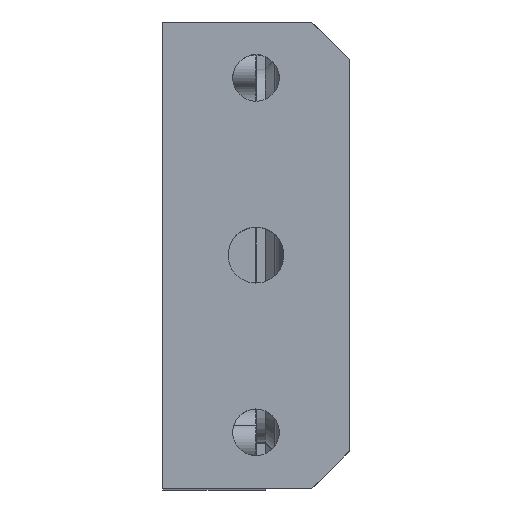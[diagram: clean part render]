
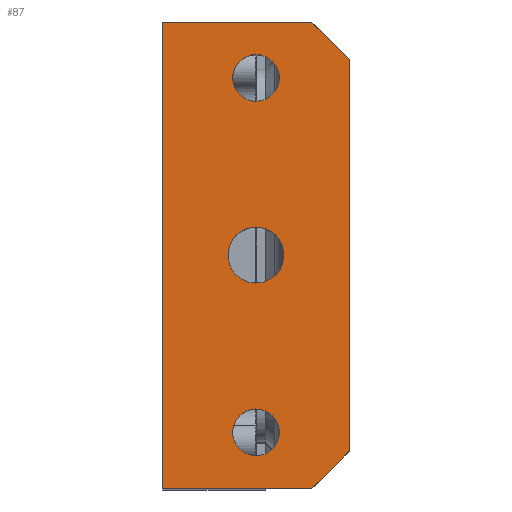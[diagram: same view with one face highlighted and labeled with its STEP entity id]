
A CAD part, top view. The second image highlights one B-rep face of the part: STEP entity #87.
In plain terms, the highlighted planar face has unit normal (0, 0, 1).
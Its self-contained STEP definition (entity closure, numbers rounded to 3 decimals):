
#9 = DIRECTION ( 'NONE',  ( 0., -1., 0. ) ) ;
#58 = VERTEX_POINT ( 'NONE', #1826 ) ;
#62 = DIRECTION ( 'NONE',  ( -1., 0., 0. ) ) ;
#70 = DIRECTION ( 'NONE',  ( 0., -1., 0. ) ) ;
#79 = ORIENTED_EDGE ( 'NONE', *, *, #921, .F. ) ;
#87 = ADVANCED_FACE ( 'NONE', ( #1120, #671, #399, #1112 ), #976, .F. ) ;
#114 = VECTOR ( 'NONE', #1605, 1000. ) ;
#118 = VERTEX_POINT ( 'NONE', #987 ) ;
#126 = ORIENTED_EDGE ( 'NONE', *, *, #1248, .F. ) ;
#178 = AXIS2_PLACEMENT_3D ( 'NONE', #1733, #1604, #1195 ) ;
#184 = CARTESIAN_POINT ( 'NONE',  ( 0., 0., 54. ) ) ;
#195 = DIRECTION ( 'NONE',  ( 0., -1., 0. ) ) ;
#222 = CIRCLE ( 'NONE', #311, 1.25 ) ;
#226 = AXIS2_PLACEMENT_3D ( 'NONE', #988, #1137, #1868 ) ;
#253 = DIRECTION ( 'NONE',  ( 0., 0., -1. ) ) ;
#285 = CIRCLE ( 'NONE', #1735, 1.5 ) ;
#311 = AXIS2_PLACEMENT_3D ( 'NONE', #1313, #1171, #9 ) ;
#312 = ORIENTED_EDGE ( 'NONE', *, *, #1151, .F. ) ;
#332 = DIRECTION ( 'NONE',  ( -1., 0., 0. ) ) ;
#333 = VERTEX_POINT ( 'NONE', #184 ) ;
#336 = VERTEX_POINT ( 'NONE', #1228 ) ;
#345 = LINE ( 'NONE', #912, #888 ) ;
#352 = EDGE_CURVE ( 'NONE', #1390, #632, #1187, .T. ) ;
#375 = VERTEX_POINT ( 'NONE', #1671 ) ;
#393 = EDGE_CURVE ( 'NONE', #1338, #118, #854, .T. ) ;
#399 = FACE_BOUND ( 'NONE', #1257, .T. ) ;
#421 = LINE ( 'NONE', #1431, #1827 ) ;
#460 = VECTOR ( 'NONE', #332, 1000. ) ;
#492 = AXIS2_PLACEMENT_3D ( 'NONE', #911, #1482, #195 ) ;
#538 = CARTESIAN_POINT ( 'NONE',  ( 5., -4.25, 54. ) ) ;
#539 = ORIENTED_EDGE ( 'NONE', *, *, #1001, .T. ) ;
#543 = EDGE_LOOP ( 'NONE', ( #312, #659, #539, #737, #1045, #126 ) ) ;
#548 = EDGE_CURVE ( 'NONE', #336, #1031, #1712, .T. ) ;
#555 = CIRCLE ( 'NONE', #226, 1.25 ) ;
#620 = VERTEX_POINT ( 'NONE', #1017 ) ;
#632 = VERTEX_POINT ( 'NONE', #1574 ) ;
#642 = ORIENTED_EDGE ( 'NONE', *, *, #1844, .F. ) ;
#659 = ORIENTED_EDGE ( 'NONE', *, *, #548, .T. ) ;
#671 = FACE_BOUND ( 'NONE', #1637, .T. ) ;
#737 = ORIENTED_EDGE ( 'NONE', *, *, #1720, .T. ) ;
#742 = VECTOR ( 'NONE', #1587, 1000. ) ;
#749 = LINE ( 'NONE', #1020, #742 ) ;
#762 = LINE ( 'NONE', #1196, #114 ) ;
#795 = CARTESIAN_POINT ( 'NONE',  ( 5., -3., 54. ) ) ;
#849 = DIRECTION ( 'NONE',  ( 0., 0., 1. ) ) ;
#854 = CIRCLE ( 'NONE', #492, 1.25 ) ;
#888 = VECTOR ( 'NONE', #62, 1000. ) ;
#892 = VECTOR ( 'NONE', #1674, 1000. ) ;
#911 = CARTESIAN_POINT ( 'NONE',  ( 5., -22., 54. ) ) ;
#912 = CARTESIAN_POINT ( 'NONE',  ( 0., -25., 54. ) ) ;
#915 = ORIENTED_EDGE ( 'NONE', *, *, #393, .F. ) ;
#921 = EDGE_CURVE ( 'NONE', #1621, #1220, #285, .T. ) ;
#946 = EDGE_CURVE ( 'NONE', #118, #1338, #555, .T. ) ;
#950 = AXIS2_PLACEMENT_3D ( 'NONE', #795, #1098, #70 ) ;
#976 = PLANE ( 'NONE',  #1227 ) ;
#987 = CARTESIAN_POINT ( 'NONE',  ( 5., -20.75, 54. ) ) ;
#988 = CARTESIAN_POINT ( 'NONE',  ( 5., -22., 54. ) ) ;
#1001 = EDGE_CURVE ( 'NONE', #1031, #375, #749, .T. ) ;
#1017 = CARTESIAN_POINT ( 'NONE',  ( 8., 0., 54. ) ) ;
#1020 = CARTESIAN_POINT ( 'NONE',  ( 10., -25., 54. ) ) ;
#1031 = VERTEX_POINT ( 'NONE', #1468 ) ;
#1045 = ORIENTED_EDGE ( 'NONE', *, *, #1279, .T. ) ;
#1064 = CARTESIAN_POINT ( 'NONE',  ( 0., 0., 54. ) ) ;
#1098 = DIRECTION ( 'NONE',  ( 0., 0., 1. ) ) ;
#1101 = CARTESIAN_POINT ( 'NONE',  ( 8., -25., 54. ) ) ;
#1112 = FACE_OUTER_BOUND ( 'NONE', #543, .T. ) ;
#1120 = FACE_BOUND ( 'NONE', #1473, .T. ) ;
#1137 = DIRECTION ( 'NONE',  ( 0., 0., 1. ) ) ;
#1151 = EDGE_CURVE ( 'NONE', #336, #58, #345, .T. ) ;
#1171 = DIRECTION ( 'NONE',  ( 0., 0., 1. ) ) ;
#1173 = CIRCLE ( 'NONE', #178, 1.5 ) ;
#1187 = CIRCLE ( 'NONE', #950, 1.25 ) ;
#1195 = DIRECTION ( 'NONE',  ( 0., -1., 0. ) ) ;
#1196 = CARTESIAN_POINT ( 'NONE',  ( 10., -2., 54. ) ) ;
#1220 = VERTEX_POINT ( 'NONE', #1824 ) ;
#1227 = AXIS2_PLACEMENT_3D ( 'NONE', #1545, #253, #1559 ) ;
#1228 = CARTESIAN_POINT ( 'NONE',  ( 8., -25., 54. ) ) ;
#1248 = EDGE_CURVE ( 'NONE', #58, #333, #421, .T. ) ;
#1257 = EDGE_LOOP ( 'NONE', ( #642, #79 ) ) ;
#1260 = EDGE_CURVE ( 'NONE', #632, #1390, #222, .T. ) ;
#1279 = EDGE_CURVE ( 'NONE', #620, #333, #1440, .T. ) ;
#1286 = DIRECTION ( 'NONE',  ( 0., 1., 0. ) ) ;
#1313 = CARTESIAN_POINT ( 'NONE',  ( 5., -3., 54. ) ) ;
#1338 = VERTEX_POINT ( 'NONE', #1683 ) ;
#1390 = VERTEX_POINT ( 'NONE', #538 ) ;
#1431 = CARTESIAN_POINT ( 'NONE',  ( 0., -25., 54. ) ) ;
#1440 = LINE ( 'NONE', #1064, #460 ) ;
#1468 = CARTESIAN_POINT ( 'NONE',  ( 10., -23., 54. ) ) ;
#1472 = CARTESIAN_POINT ( 'NONE',  ( 5., -11., 54. ) ) ;
#1473 = EDGE_LOOP ( 'NONE', ( #1800, #1795 ) ) ;
#1482 = DIRECTION ( 'NONE',  ( 0., 0., 1. ) ) ;
#1545 = CARTESIAN_POINT ( 'NONE',  ( 0., -25., 54. ) ) ;
#1559 = DIRECTION ( 'NONE',  ( 0., 1., 0. ) ) ;
#1574 = CARTESIAN_POINT ( 'NONE',  ( 5., -1.75, 54. ) ) ;
#1587 = DIRECTION ( 'NONE',  ( 0., 1., 0. ) ) ;
#1604 = DIRECTION ( 'NONE',  ( 0., 0., 1. ) ) ;
#1605 = DIRECTION ( 'NONE',  ( -0.707, 0.707, 0. ) ) ;
#1621 = VERTEX_POINT ( 'NONE', #1472 ) ;
#1637 = EDGE_LOOP ( 'NONE', ( #915, #1791 ) ) ;
#1671 = CARTESIAN_POINT ( 'NONE',  ( 10., -2., 54. ) ) ;
#1674 = DIRECTION ( 'NONE',  ( 0.707, 0.707, 0. ) ) ;
#1683 = CARTESIAN_POINT ( 'NONE',  ( 5., -23.25, 54. ) ) ;
#1712 = LINE ( 'NONE', #1101, #892 ) ;
#1715 = DIRECTION ( 'NONE',  ( 0., -1., 0. ) ) ;
#1720 = EDGE_CURVE ( 'NONE', #375, #620, #762, .T. ) ;
#1723 = CARTESIAN_POINT ( 'NONE',  ( 5., -12.5, 54. ) ) ;
#1733 = CARTESIAN_POINT ( 'NONE',  ( 5., -12.5, 54. ) ) ;
#1735 = AXIS2_PLACEMENT_3D ( 'NONE', #1723, #849, #1715 ) ;
#1791 = ORIENTED_EDGE ( 'NONE', *, *, #946, .F. ) ;
#1795 = ORIENTED_EDGE ( 'NONE', *, *, #1260, .F. ) ;
#1800 = ORIENTED_EDGE ( 'NONE', *, *, #352, .F. ) ;
#1824 = CARTESIAN_POINT ( 'NONE',  ( 5., -14., 54. ) ) ;
#1826 = CARTESIAN_POINT ( 'NONE',  ( 0., -25., 54. ) ) ;
#1827 = VECTOR ( 'NONE', #1286, 1000. ) ;
#1844 = EDGE_CURVE ( 'NONE', #1220, #1621, #1173, .T. ) ;
#1868 = DIRECTION ( 'NONE',  ( 0., -1., 0. ) ) ;
